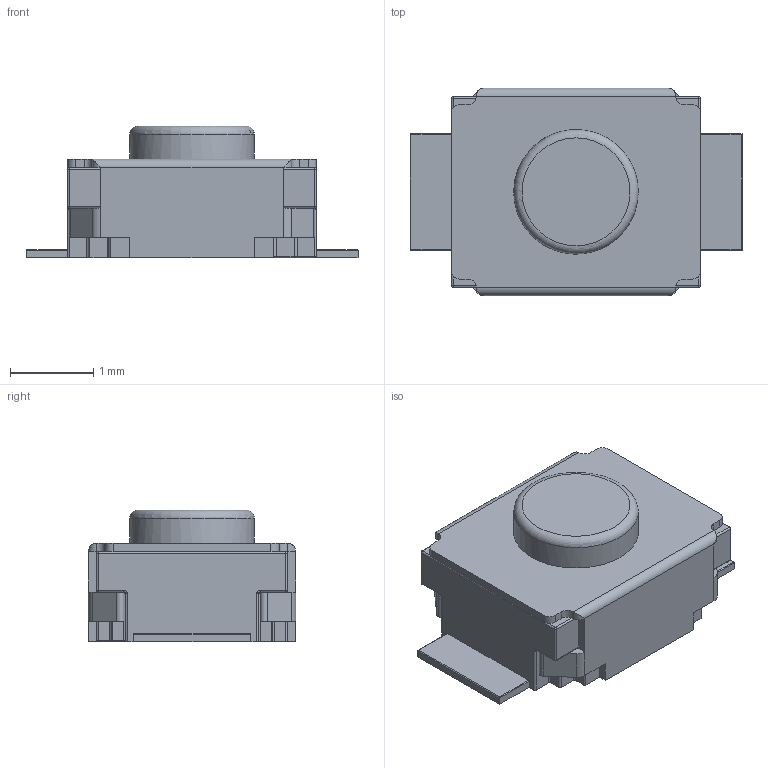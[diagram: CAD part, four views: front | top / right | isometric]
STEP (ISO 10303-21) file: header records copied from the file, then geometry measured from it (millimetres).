
FILE_DESCRIPTION(/* description */ ('STEP AP242','CAx-IF Rec.Pracs.---Representation and Presentation of Product Manufacturing Information (PMI)---4.0---2014-10-13','CAx-IF Rec.Pracs.---3D Tessellated Geometry---0.4---2014-09-14','2;1'),/* implementation_level */ '2;1');
FILE_NAME(/* name */ 'Main Assembly - SW_SPST_B3U-1000P (1)',/* time_stamp */ '2024-12-17T02:49:03Z',/* author */ (''),/* organization */ (''),/* preprocessor_version */ 'ST-DEVELOPER v20',/* originating_system */ 'ONSHAPE BY PTC INC, 1.191',/* authorisation */ ' ');
FILE_SCHEMA (('AP242_MANAGED_MODEL_BASED_3D_ENGINEERING_MIM_LF { 1 0 10303 442 1 1 4 }'));
Length unit declared in the file: metre
Products named in the file (1): SW_SPST_B3U-1000P
Bounding box: 4 x 2.5 x 1.59 mm (x, y, z)
Volume: 9.3 mm3; surface area: 34.4 mm2
Topology: 1 solids, 1 shells, 242 faces, 606 edges, 344 vertices
Faces by surface type: plane 107, cylinder 101, torus 17, sphere 17
Full cylindrical faces by diameter (mm): 1.5 x1
Entity records: 7673 total; most frequent: DIRECTION 1286, CARTESIAN_POINT 1190, ORIENTED_EDGE 1186, EDGE_CURVE 593, AXIS2_PLACEMENT_3D 451, LINE 384, VECTOR 384, VERTEX_POINT 344
